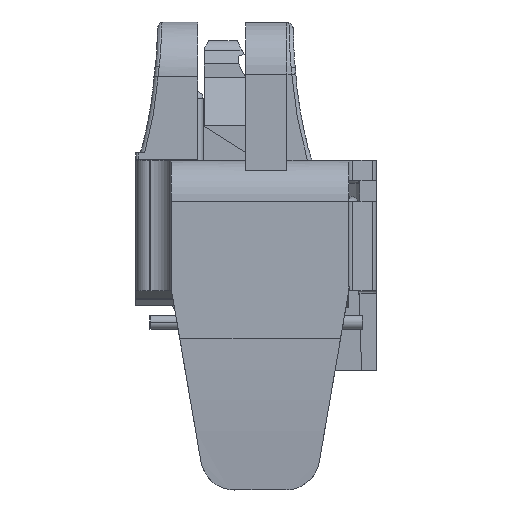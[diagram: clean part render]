
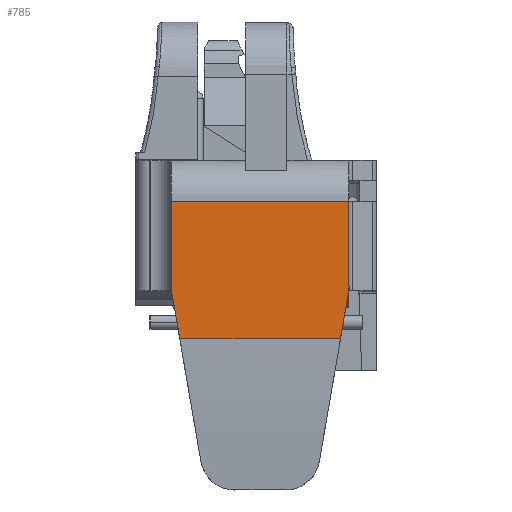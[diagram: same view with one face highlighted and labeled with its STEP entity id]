
A CAD part, front view. The second image highlights one B-rep face of the part: STEP entity #785.
In plain terms, the highlighted planar face has unit normal (0, -1, 0).
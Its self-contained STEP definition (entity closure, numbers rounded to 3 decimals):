
#785=ADVANCED_FACE('',(#2063),#2064,.F.);
#2063=FACE_OUTER_BOUND('',#3901,.T.);
#2064=PLANE('',#3902);
#3901=EDGE_LOOP('',(#8613,#8614,#8615,#8616,#8617,#8618,#8619));
#3902=AXIS2_PLACEMENT_3D('',#8620,#8621,#8622);
#8613=ORIENTED_EDGE('',*,*,#13618,.T.);
#8614=ORIENTED_EDGE('',*,*,#13612,.F.);
#8615=ORIENTED_EDGE('',*,*,#13619,.F.);
#8616=ORIENTED_EDGE('',*,*,#13620,.F.);
#8617=ORIENTED_EDGE('',*,*,#13621,.F.);
#8618=ORIENTED_EDGE('',*,*,#13268,.T.);
#8619=ORIENTED_EDGE('',*,*,#13622,.T.);
#8620=CARTESIAN_POINT('',(17.5,0.,11.));
#8621=DIRECTION('',(-0.0,1.0,0.0));
#8622=DIRECTION('',(1.0,0.0,0.0));
#13268=EDGE_CURVE('',#15392,#15395,#15397,.T.);
#13612=EDGE_CURVE('',#15964,#15965,#15966,.T.);
#13618=EDGE_CURVE('',#15974,#15965,#15975,.T.);
#13619=EDGE_CURVE('',#15976,#15964,#15977,.T.);
#13620=EDGE_CURVE('',#15978,#15976,#15979,.T.);
#13621=EDGE_CURVE('',#15392,#15978,#15980,.T.);
#13622=EDGE_CURVE('',#15395,#15974,#15981,.T.);
#15392=VERTEX_POINT('',#18476);
#15395=VERTEX_POINT('',#18485);
#15397=B_SPLINE_CURVE_WITH_KNOTS('',3,(#18496,#18497,#18498,#18499),.UNSPECIFIED.,.F.,.F.,(4,4),(0.0,1.0),.UNSPECIFIED.);
#15964=VERTEX_POINT('',#19306);
#15965=VERTEX_POINT('',#19307);
#15966=LINE('',#19308,#19309);
#15974=VERTEX_POINT('',#19320);
#15975=LINE('',#19321,#19322);
#15976=VERTEX_POINT('',#19323);
#15977=LINE('',#19324,#19325);
#15978=VERTEX_POINT('',#19326);
#15979=LINE('',#19327,#19328);
#15980=LINE('',#19329,#19330);
#15981=LINE('',#19331,#19332);
#18476=CARTESIAN_POINT('',(15.555,0.,14.82));
#18485=CARTESIAN_POINT('',(15.5,0.,14.786));
#18496=CARTESIAN_POINT('',(15.555,0.,14.82));
#18497=CARTESIAN_POINT('',(15.537,0.,14.809));
#18498=CARTESIAN_POINT('',(15.518,0.,14.798));
#18499=CARTESIAN_POINT('',(15.5,0.,14.786));
#19306=CARTESIAN_POINT('',(2.6,0.,14.5));
#19307=CARTESIAN_POINT('',(2.6,0.,21.));
#19308=CARTESIAN_POINT('',(2.6,0.,11.));
#19309=VECTOR('',#24007,1.0);
#19320=CARTESIAN_POINT('',(15.5,0.,21.));
#19321=CARTESIAN_POINT('',(14.5,0.,21.));
#19322=VECTOR('',#24014,1.0);
#19323=CARTESIAN_POINT('',(3.203,0.,11.));
#19324=CARTESIAN_POINT('',(3.616,0.,8.606));
#19325=VECTOR('',#24015,1.0);
#19326=CARTESIAN_POINT('',(14.897,0.,11.));
#19327=CARTESIAN_POINT('',(13.882,0.,11.));
#19328=VECTOR('',#24016,1.0);
#19329=CARTESIAN_POINT('',(14.972,0.,11.436));
#19330=VECTOR('',#24017,1.0);
#19331=CARTESIAN_POINT('',(15.5,0.,14.5));
#19332=VECTOR('',#24018,1.0);
#24007=DIRECTION('',(0.0,0.0,1.0));
#24014=DIRECTION('',(-1.0,0.0,0.0));
#24015=DIRECTION('',(-0.17,0.0,0.985));
#24016=DIRECTION('',(-1.0,0.,-0.0));
#24017=DIRECTION('',(-0.17,0.0,-0.985));
#24018=DIRECTION('',(0.0,0.0,1.0));
